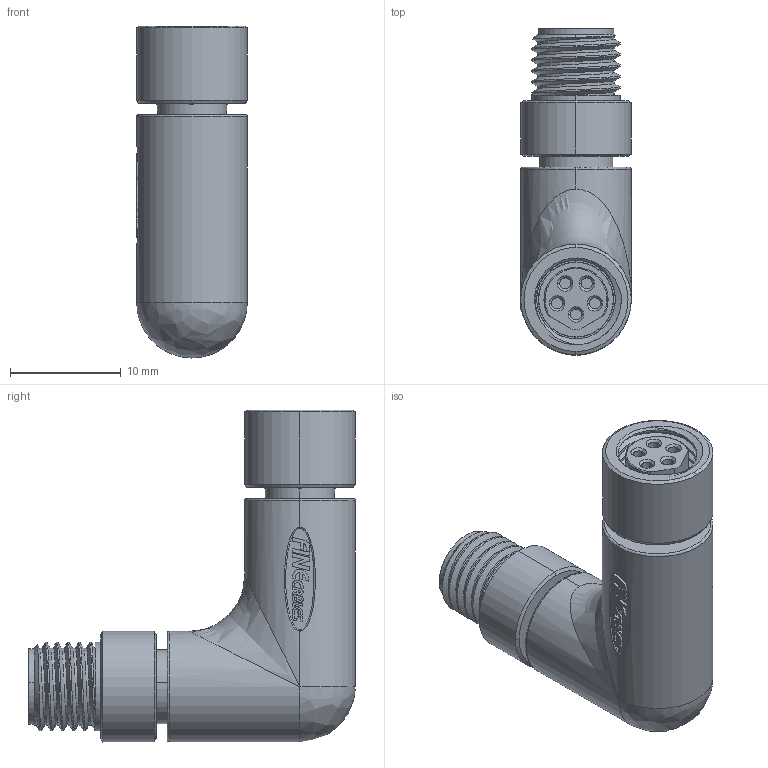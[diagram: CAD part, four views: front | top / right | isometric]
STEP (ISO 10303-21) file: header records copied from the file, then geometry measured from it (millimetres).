
FILE_DESCRIPTION (( 'STEP AP203' ), '1' );
FILE_NAME ('P56.STEP', '2020-03-30T08:11:25', ( 'edpusr' ), ( 'Microsoft' ), 'SwSTEP 2.0', 'SolidWorks 2015', '' );
FILE_SCHEMA (( 'CONFIG_CONTROL_DESIGN' ));
Length unit declared in the file: millimetre
Products named in the file (1): P56
Bounding box: 10 x 29.5 x 30 mm (x, y, z)
Volume: 3295.7 mm3; surface area: 2884.3 mm2
Topology: 1 solids, 7 shells, 570 faces, 1546 edges, 1018 vertices
Faces by surface type: plane 269, cylinder 218, cone 45, bspline 35, torus 3
Entity records: 88352 total; most frequent: CARTESIAN_POINT 73921, ORIENTED_EDGE 3066, DIRECTION 2938, EDGE_CURVE 1533, AXIS2_PLACEMENT_3D 1023, VERTEX_POINT 1018, VECTOR 892, LINE 892
